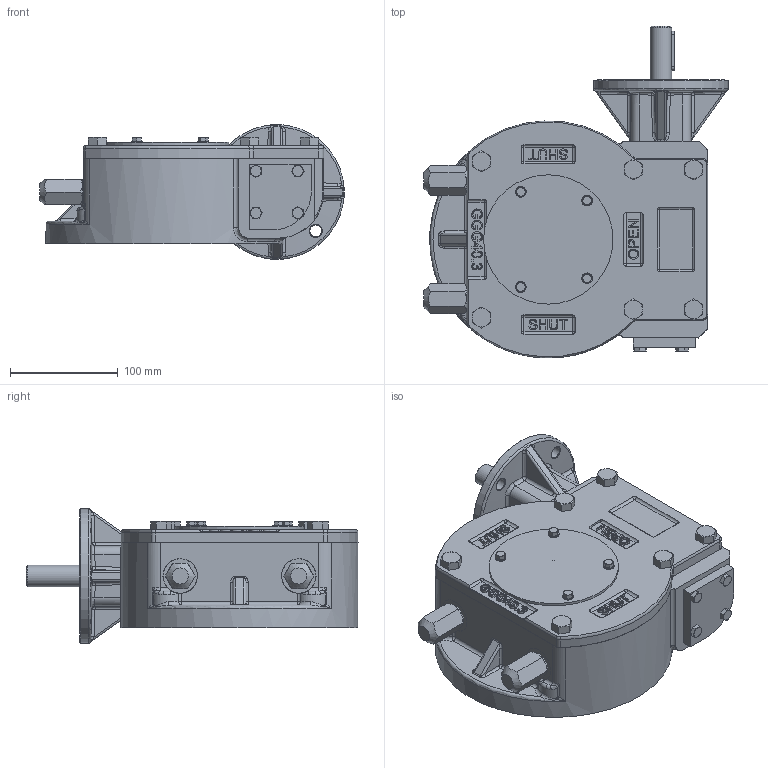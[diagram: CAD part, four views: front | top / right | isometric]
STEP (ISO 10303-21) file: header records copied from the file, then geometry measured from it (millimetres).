
FILE_DESCRIPTION(/* description */ ('Unknown'),/* implementation_level */ '2;1');
FILE_NAME(/* name */ 'AB1250MG LH',/* time_stamp */ '2016-12-09T15:06:31+00:00',/* author */ ('Unknown'),/* organization */ ('Unknown'),/* preprocessor_version */ 'ST-DEVELOPER v16',/* originating_system */ 'DEX',/* authorisation */ $);
FILE_SCHEMA (('AUTOMOTIVE_DESIGN {1 0 10303 214 3 1 1}'));
Length unit declared in the file: millimetre
Products named in the file (1): AB1250MG LH
Bounding box: 282.5 x 308.05 x 125 mm (x, y, z)
Surface area: 302992.5 mm2 (no closed solid volume)
Topology: 0 solids, 71 shells, 809 faces, 2376 edges, 1625 vertices
Faces by surface type: plane 394, cylinder 135, cone 120, bspline 109, sphere 30, torus 21
Full cylindrical faces by diameter (mm): 5 x4, 8 x2, 8.376 x4, 10 x8, 11 x4, 12 x4, 13.835 x4, 20 x2, 22 x2, 26 x1, 32 x2, 70 x1, 84 x1, 85 x1, 120 x1, 125 x1, 220 x1
Entity records: 43148 total; most frequent: CARTESIAN_POINT 22709, ORIENTED_EDGE 3793, DIRECTION 3438, EDGE_CURVE 2224, VERTEX_POINT 1593, AXIS2_PLACEMENT_3D 1327, FACE_BOUND 1046, EDGE_LOOP 1038
